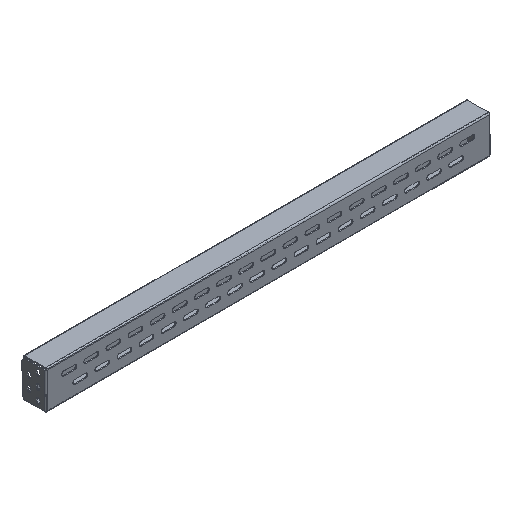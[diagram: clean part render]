
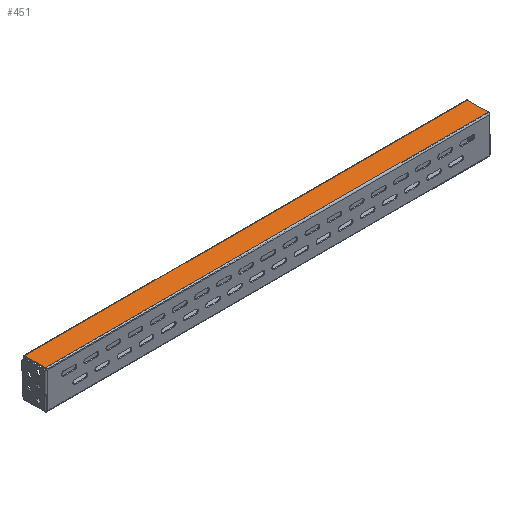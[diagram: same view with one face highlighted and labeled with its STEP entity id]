
A CAD part, isometric view. The second image highlights one B-rep face of the part: STEP entity #451.
In plain terms, the highlighted planar face has unit normal (0, 0, 1).
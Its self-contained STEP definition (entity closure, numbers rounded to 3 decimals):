
#6 = DIRECTION ( 'NONE',  ( -1., 0., 0. ) ) ;
#153 = CARTESIAN_POINT ( 'NONE',  ( 450.5, 0., 39. ) ) ;
#216 = EDGE_LOOP ( 'NONE', ( #2116, #6557, #4290, #1045 ) ) ;
#223 = CARTESIAN_POINT ( 'NONE',  ( -450.5, 43., 39. ) ) ;
#451 = ADVANCED_FACE ( 'NONE', ( #7799 ), #3788, .F. ) ;
#1045 = ORIENTED_EDGE ( 'NONE', *, *, #4182, .T. ) ;
#1101 = VERTEX_POINT ( 'NONE', #223 ) ;
#1710 = DIRECTION ( 'NONE',  ( -1., 0., 0. ) ) ;
#1854 = LINE ( 'NONE', #6340, #4641 ) ;
#1863 = VERTEX_POINT ( 'NONE', #4285 ) ;
#1953 = LINE ( 'NONE', #153, #5743 ) ;
#2116 = ORIENTED_EDGE ( 'NONE', *, *, #5140, .T. ) ;
#2771 = VERTEX_POINT ( 'NONE', #5316 ) ;
#2951 = VECTOR ( 'NONE', #5162, 1000. ) ;
#3788 = PLANE ( 'NONE',  #7955 ) ;
#3941 = CARTESIAN_POINT ( 'NONE',  ( 450.5, 43., 39. ) ) ;
#4182 = EDGE_CURVE ( 'NONE', #1863, #5116, #1953, .T. ) ;
#4285 = CARTESIAN_POINT ( 'NONE',  ( 450.5, 1., 39. ) ) ;
#4290 = ORIENTED_EDGE ( 'NONE', *, *, #7942, .F. ) ;
#4641 = VECTOR ( 'NONE', #7039, 1000. ) ;
#5116 = VERTEX_POINT ( 'NONE', #6531 ) ;
#5140 = EDGE_CURVE ( 'NONE', #5116, #1101, #7444, .T. ) ;
#5142 = LINE ( 'NONE', #7403, #7051 ) ;
#5162 = DIRECTION ( 'NONE',  ( -1., 0., 0. ) ) ;
#5316 = CARTESIAN_POINT ( 'NONE',  ( -450.5, 1., 39. ) ) ;
#5743 = VECTOR ( 'NONE', #6612, 1000. ) ;
#6299 = DIRECTION ( 'NONE',  ( 0., 0., -1. ) ) ;
#6340 = CARTESIAN_POINT ( 'NONE',  ( -450.5, 0., 39. ) ) ;
#6531 = CARTESIAN_POINT ( 'NONE',  ( 450.5, 43., 39. ) ) ;
#6557 = ORIENTED_EDGE ( 'NONE', *, *, #8213, .T. ) ;
#6612 = DIRECTION ( 'NONE',  ( 0., 1., 0. ) ) ;
#7039 = DIRECTION ( 'NONE',  ( 0., -1., 0. ) ) ;
#7051 = VECTOR ( 'NONE', #1710, 1000. ) ;
#7403 = CARTESIAN_POINT ( 'NONE',  ( -450.5, 1., 39. ) ) ;
#7444 = LINE ( 'NONE', #3941, #2951 ) ;
#7644 = CARTESIAN_POINT ( 'NONE',  ( 0., 0., 39. ) ) ;
#7799 = FACE_OUTER_BOUND ( 'NONE', #216, .T. ) ;
#7942 = EDGE_CURVE ( 'NONE', #1863, #2771, #5142, .T. ) ;
#7955 = AXIS2_PLACEMENT_3D ( 'NONE', #7644, #6299, #6 ) ;
#8213 = EDGE_CURVE ( 'NONE', #1101, #2771, #1854, .T. ) ;
